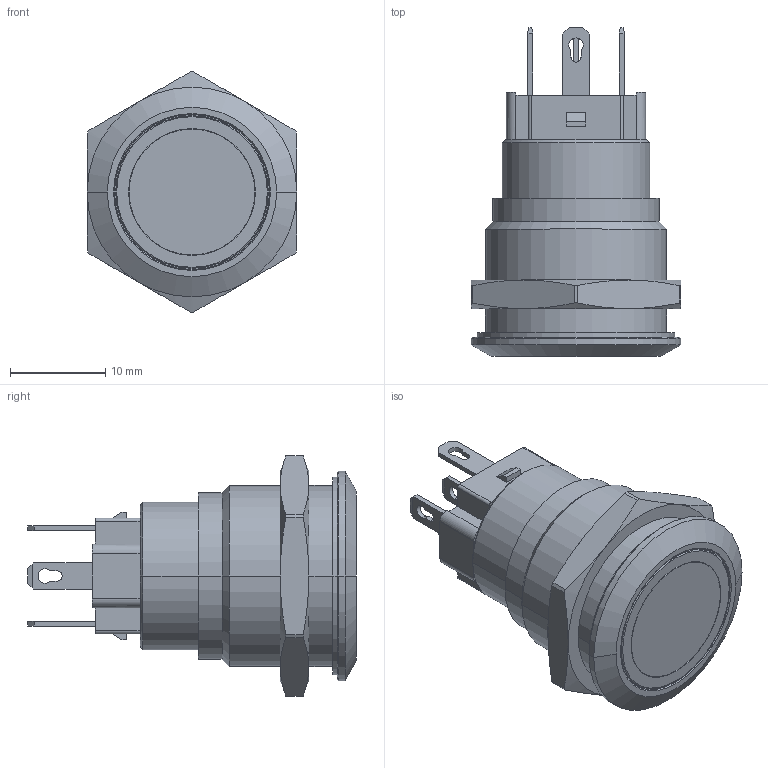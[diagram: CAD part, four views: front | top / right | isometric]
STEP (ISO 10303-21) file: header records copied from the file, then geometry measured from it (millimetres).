
FILE_DESCRIPTION(('starvars output'),'2;1');
FILE_NAME('cv20200223155516000016775.stp','15:55:16 2020/02/23',( 'Thomas Industrial Network Germany GmbH'),( 'Thomas Industrial Network Germany GmbH'),'unknown preprocess','ACIS' ,'unknown authorization');
FILE_SCHEMA(('AUTOMOTIVE_DESIGN_CC2 {UNKNOWN IMPLEMENTATION LEVEL}'));
Length unit declared in the file: millimetre
Products named in the file (1): PRODUCT_ID_1
Bounding box: 22 x 34.5 x 25.2 mm (x, y, z)
Volume: 7008.7 mm3; surface area: 2901.2 mm2
Topology: 1 solids, 1 shells, 190 faces, 474 edges, 302 vertices
Faces by surface type: plane 118, cylinder 48, cone 22, torus 2
Entity records: 6535 total; most frequent: ORIENTED_EDGE 948, CARTESIAN_POINT 900, DIRECTION 698, EDGE_CURVE 474, VERTEX_POINT 302, VECTOR 282, LINE 282, EDGE_LOOP 216
